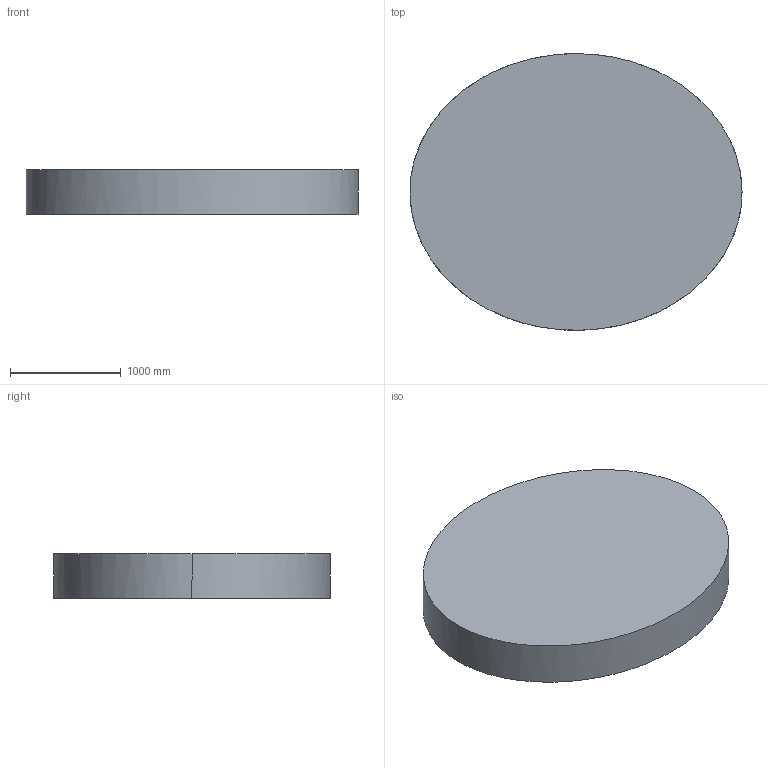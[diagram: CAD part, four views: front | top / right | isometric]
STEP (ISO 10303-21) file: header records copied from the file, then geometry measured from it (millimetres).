
FILE_DESCRIPTION(('CATIA V5 STEP Exchange'),'2;1');
FILE_NAME('Mirror_v3.stp','2024-05-13T21:24:53+00:00',('none'),('none'),'CATIA Version 5 Release 20 GA (IN-10)','CATIA V5 STEP AP203','none');
FILE_SCHEMA(('CONFIG_CONTROL_DESIGN'));
Length unit declared in the file: millimetre
Products named in the file (1): Envelope_v2
Bounding box: 3000 x 2499.88 x 400 mm (x, y, z)
Volume: 1258413368.3 mm3; surface area: 34241248 mm2
Topology: 1 solids, 1 shells, 302 faces, 815 edges, 577 vertices
Faces by surface type: plane 234, extrusion 38, cylinder 30
Entity records: 8760 total; most frequent: CARTESIAN_POINT 2002, ORIENTED_EDGE 1630, DIRECTION 902, EDGE_CURVE 815, VECTOR 618, LINE 580, VERTEX_POINT 577, EDGE_LOOP 364
